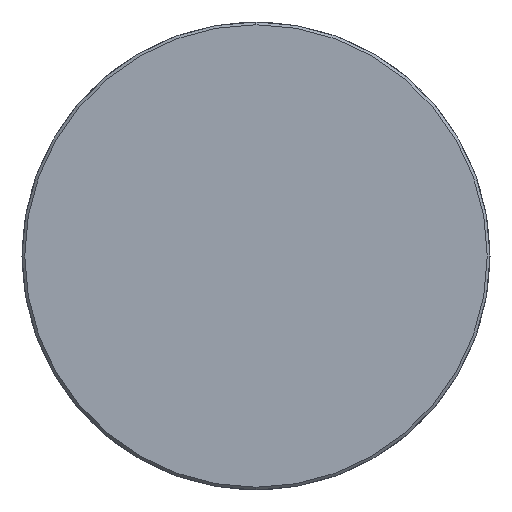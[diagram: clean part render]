
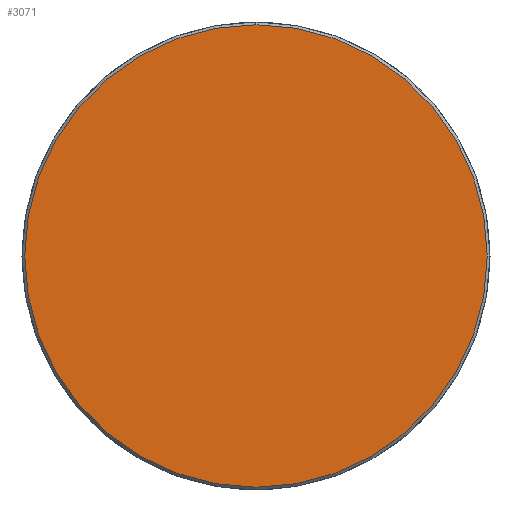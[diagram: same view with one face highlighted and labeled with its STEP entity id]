
A CAD part, left-side view. The second image highlights one B-rep face of the part: STEP entity #3071.
In plain terms, the highlighted planar face has unit normal (-1, 0, 0).
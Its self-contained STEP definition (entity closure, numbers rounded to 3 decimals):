
#58 = VERTEX_POINT ( 'NONE', #349 ) ;
#349 = CARTESIAN_POINT ( 'NONE',  ( -194.15, 0., -83.5 ) ) ;
#419 = PLANE ( 'NONE',  #963 ) ;
#643 = DIRECTION ( 'NONE',  ( -1., 0., 0. ) ) ;
#680 = EDGE_CURVE ( 'NONE', #58, #1027, #2627, .T. ) ;
#963 = AXIS2_PLACEMENT_3D ( 'NONE', #1744, #3130, #2787 ) ;
#1027 = VERTEX_POINT ( 'NONE', #3428 ) ;
#1435 = DIRECTION ( 'NONE',  ( 0., 0., -1. ) ) ;
#1744 = CARTESIAN_POINT ( 'NONE',  ( -194.15, 84.502, -84.502 ) ) ;
#2129 = ORIENTED_EDGE ( 'NONE', *, *, #3015, .T. ) ;
#2394 = ORIENTED_EDGE ( 'NONE', *, *, #680, .T. ) ;
#2627 = CIRCLE ( 'NONE', #3671, 83.5 ) ;
#2787 = DIRECTION ( 'NONE',  ( 0., -1., 0. ) ) ;
#2837 = CIRCLE ( 'NONE', #2871, 83.5 ) ;
#2871 = AXIS2_PLACEMENT_3D ( 'NONE', #3100, #643, #4141 ) ;
#3015 = EDGE_CURVE ( 'NONE', #1027, #58, #2837, .T. ) ;
#3066 = DIRECTION ( 'NONE',  ( -1., 0., 0. ) ) ;
#3071 = ADVANCED_FACE ( 'NONE', ( #4272 ), #419, .T. ) ;
#3100 = CARTESIAN_POINT ( 'NONE',  ( -194.15, 0., 0. ) ) ;
#3130 = DIRECTION ( 'NONE',  ( -1., 0., 0. ) ) ;
#3414 = CARTESIAN_POINT ( 'NONE',  ( -194.15, 0., 0. ) ) ;
#3428 = CARTESIAN_POINT ( 'NONE',  ( -194.15, 0., 83.5 ) ) ;
#3671 = AXIS2_PLACEMENT_3D ( 'NONE', #3414, #3066, #1435 ) ;
#4020 = EDGE_LOOP ( 'NONE', ( #2394, #2129 ) ) ;
#4141 = DIRECTION ( 'NONE',  ( 0., 0., -1. ) ) ;
#4272 = FACE_OUTER_BOUND ( 'NONE', #4020, .T. ) ;
